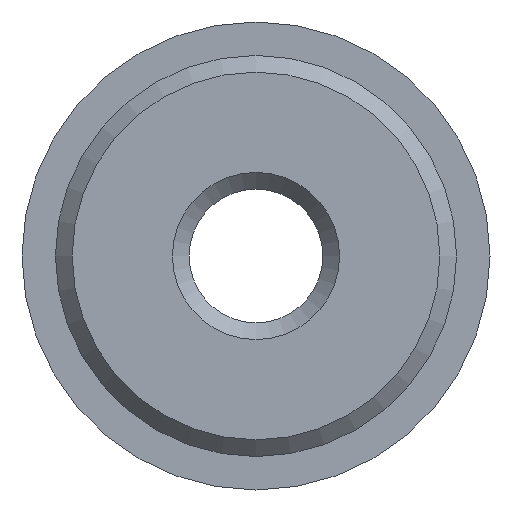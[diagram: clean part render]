
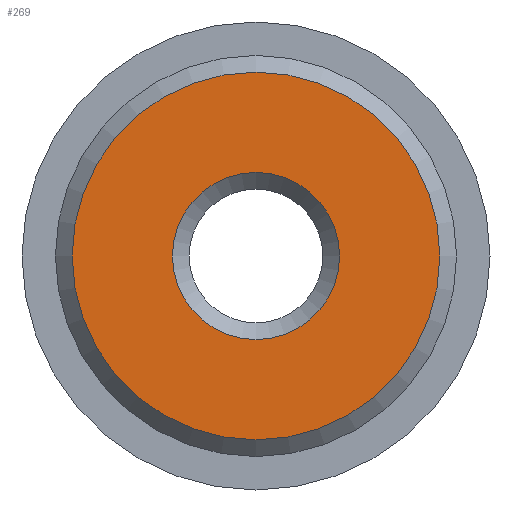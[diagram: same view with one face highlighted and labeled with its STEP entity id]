
A CAD part, front view. The second image highlights one B-rep face of the part: STEP entity #269.
In plain terms, the highlighted planar face has unit normal (0, -1, 0).
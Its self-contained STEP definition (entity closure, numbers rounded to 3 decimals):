
#21=FACE_BOUND('',#49,.T.);
#26=PLANE('',#308);
#32=FACE_OUTER_BOUND('',#48,.T.);
#48=EDGE_LOOP('',(#190));
#49=EDGE_LOOP('',(#191));
#90=CIRCLE('',#305,2.75);
#93=CIRCLE('',#309,1.25);
#118=VERTEX_POINT('',#451);
#121=VERTEX_POINT('',#459);
#146=EDGE_CURVE('',#118,#118,#90,.T.);
#150=EDGE_CURVE('',#121,#121,#93,.T.);
#190=ORIENTED_EDGE('',*,*,#146,.F.);
#191=ORIENTED_EDGE('',*,*,#150,.F.);
#269=ADVANCED_FACE('',(#32,#21),#26,.T.);
#305=AXIS2_PLACEMENT_3D('',#452,#352,#353);
#308=AXIS2_PLACEMENT_3D('',#458,#359,#360);
#309=AXIS2_PLACEMENT_3D('',#460,#361,#362);
#352=DIRECTION('center_axis',(0.,1.,0.));
#353=DIRECTION('ref_axis',(-1.,0.,0.));
#359=DIRECTION('center_axis',(0.,-1.,0.));
#360=DIRECTION('ref_axis',(0.,0.,-1.));
#361=DIRECTION('center_axis',(0.,-1.,0.));
#362=DIRECTION('ref_axis',(0.,0.,1.));
#451=CARTESIAN_POINT('',(2.75,-11.05,0.));
#452=CARTESIAN_POINT('Origin',(0.,-11.05,0.));
#458=CARTESIAN_POINT('Origin',(0.,-11.05,0.));
#459=CARTESIAN_POINT('',(0.,-11.05,-1.25));
#460=CARTESIAN_POINT('Origin',(0.,-11.05,0.));
